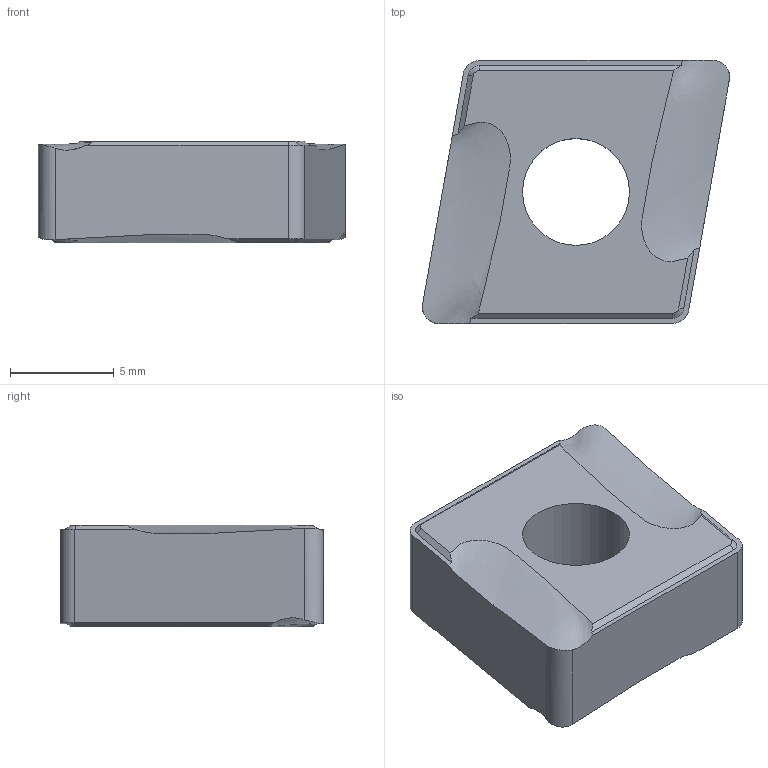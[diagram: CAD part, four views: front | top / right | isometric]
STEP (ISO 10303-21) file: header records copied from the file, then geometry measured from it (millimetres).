
FILE_DESCRIPTION(/* description */ (''),/* implementation_level */ '2;1');
FILE_NAME(/* name */ 'CNMG120408EL_SI_115002619ndi000_00_SIM.stp',/* time_stamp */ '2022-01-12T14:33:39+01:00',/* author */ (''),/* organization */ (''),/* preprocessor_version */ 'ST-DEVELOPER v16.7',/* originating_system */ 'SIEMENS PLM Software NX 12.0',/* authorisation */ '');
FILE_SCHEMA (('AUTOMOTIVE_DESIGN { 1 0 10303 214 3 1 1 1 }'));
Length unit declared in the file: millimetre
Products named in the file (1): fo344BE0E4AFl3bj
Bounding box: 14.83 x 12.7 x 4.91 mm (x, y, z)
Volume: 674 mm3; surface area: 590.2 mm2
Topology: 1 solids, 1 shells, 31 faces, 147 edges, 118 vertices
Faces by surface type: plane 18, cylinder 5, cone 4, bspline 4
Full cylindrical faces by diameter (mm): 5.16 x1
Entity records: 7634 total; most frequent: CARTESIAN_POINT 6560, ORIENTED_EDGE 292, EDGE_CURVE 146, DIRECTION 124, VERTEX_POINT 118, B_SPLINE_CURVE_WITH_KNOTS 92, AXIS2_PLACEMENT_3D 42, LINE 40
